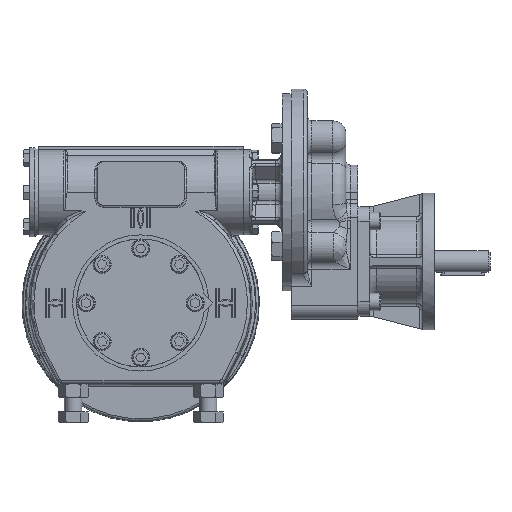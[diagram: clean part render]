
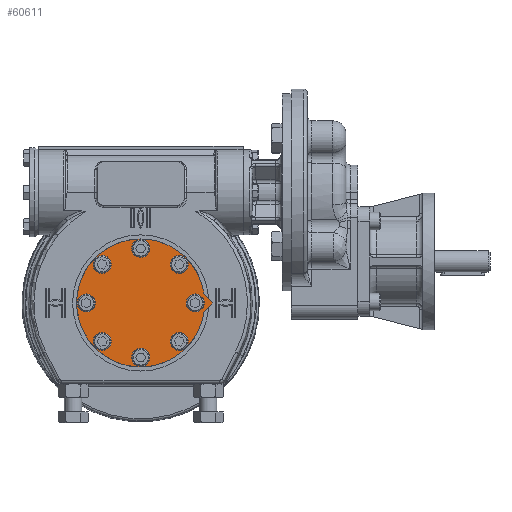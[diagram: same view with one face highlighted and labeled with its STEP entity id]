
A CAD part, top view. The second image highlights one B-rep face of the part: STEP entity #60611.
In plain terms, the highlighted planar face has unit normal (0, 0, 1).
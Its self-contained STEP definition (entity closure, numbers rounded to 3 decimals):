
#849=PLANE('',#64306);
#5775=LINE('',#84485,#7945);
#5778=LINE('',#84491,#7948);
#7945=VECTOR('',#70644,1000.);
#7948=VECTOR('',#70649,1000.);
#12841=ORIENTED_EDGE('',*,*,#24415,.T.);
#12842=ORIENTED_EDGE('',*,*,#24416,.T.);
#12843=ORIENTED_EDGE('',*,*,#24417,.T.);
#12844=ORIENTED_EDGE('',*,*,#24418,.T.);
#12845=ORIENTED_EDGE('',*,*,#24419,.T.);
#12846=ORIENTED_EDGE('',*,*,#24420,.T.);
#12847=ORIENTED_EDGE('',*,*,#24421,.T.);
#12848=ORIENTED_EDGE('',*,*,#24422,.T.);
#12849=ORIENTED_EDGE('',*,*,#24398,.F.);
#12850=ORIENTED_EDGE('',*,*,#24405,.F.);
#12851=ORIENTED_EDGE('',*,*,#24402,.F.);
#24398=EDGE_CURVE('',#30453,#30454,#34401,.T.);
#24402=EDGE_CURVE('',#30454,#30457,#5775,.T.);
#24405=EDGE_CURVE('',#30457,#30453,#5778,.T.);
#24415=EDGE_CURVE('',#30467,#30467,#34411,.T.);
#24416=EDGE_CURVE('',#30468,#30468,#34412,.T.);
#24417=EDGE_CURVE('',#30469,#30469,#34413,.T.);
#24418=EDGE_CURVE('',#30470,#30470,#34414,.T.);
#24419=EDGE_CURVE('',#30471,#30471,#34415,.T.);
#24420=EDGE_CURVE('',#30472,#30472,#34416,.T.);
#24421=EDGE_CURVE('',#30473,#30473,#34417,.T.);
#24422=EDGE_CURVE('',#30474,#30474,#34418,.T.);
#30453=VERTEX_POINT('',#84477);
#30454=VERTEX_POINT('',#84478);
#30457=VERTEX_POINT('',#84486);
#30467=VERTEX_POINT('',#84512);
#30468=VERTEX_POINT('',#84514);
#30469=VERTEX_POINT('',#84516);
#30470=VERTEX_POINT('',#84518);
#30471=VERTEX_POINT('',#84520);
#30472=VERTEX_POINT('',#84522);
#30473=VERTEX_POINT('',#84524);
#30474=VERTEX_POINT('',#84526);
#34401=CIRCLE('',#64293,58.75);
#34411=CIRCLE('',#64307,5.5);
#34412=CIRCLE('',#64308,5.5);
#34413=CIRCLE('',#64309,5.5);
#34414=CIRCLE('',#64310,5.5);
#34415=CIRCLE('',#64311,5.5);
#34416=CIRCLE('',#64312,5.5);
#34417=CIRCLE('',#64313,5.5);
#34418=CIRCLE('',#64314,5.5);
#36554=EDGE_LOOP('',(#12841));
#36555=EDGE_LOOP('',(#12842));
#36556=EDGE_LOOP('',(#12843));
#36557=EDGE_LOOP('',(#12844));
#36558=EDGE_LOOP('',(#12845));
#36559=EDGE_LOOP('',(#12846));
#36560=EDGE_LOOP('',(#12847));
#36561=EDGE_LOOP('',(#12848));
#36562=EDGE_LOOP('',(#12849,#12850,#12851));
#40268=FACE_BOUND('',#36554,.T.);
#40269=FACE_BOUND('',#36555,.T.);
#40270=FACE_BOUND('',#36556,.T.);
#40271=FACE_BOUND('',#36557,.T.);
#40272=FACE_BOUND('',#36558,.T.);
#40273=FACE_BOUND('',#36559,.T.);
#40274=FACE_BOUND('',#36560,.T.);
#40275=FACE_BOUND('',#36561,.T.);
#40276=FACE_BOUND('',#36562,.T.);
#60611=ADVANCED_FACE('',(#40268,#40269,#40270,#40271,#40272,#40273,#40274,
#40275,#40276),#849,.F.);
#64293=AXIS2_PLACEMENT_3D('',#84476,#70636,#70637);
#64306=AXIS2_PLACEMENT_3D('',#84510,#70669,#70670);
#64307=AXIS2_PLACEMENT_3D('',#84511,#70671,#70672);
#64308=AXIS2_PLACEMENT_3D('',#84513,#70673,#70674);
#64309=AXIS2_PLACEMENT_3D('',#84515,#70675,#70676);
#64310=AXIS2_PLACEMENT_3D('',#84517,#70677,#70678);
#64311=AXIS2_PLACEMENT_3D('',#84519,#70679,#70680);
#64312=AXIS2_PLACEMENT_3D('',#84521,#70681,#70682);
#64313=AXIS2_PLACEMENT_3D('',#84523,#70683,#70684);
#64314=AXIS2_PLACEMENT_3D('',#84525,#70685,#70686);
#70636=DIRECTION('',(0.,0.,-1.));
#70637=DIRECTION('',(1.,0.,0.));
#70644=DIRECTION('',(0.707,-0.707,0.));
#70649=DIRECTION('',(-0.707,-0.707,0.));
#70669=DIRECTION('',(0.,0.,-1.));
#70670=DIRECTION('',(1.,0.,0.));
#70671=DIRECTION('',(0.,0.,-1.));
#70672=DIRECTION('',(1.,0.,0.));
#70673=DIRECTION('',(0.,0.,-1.));
#70674=DIRECTION('',(1.,0.,0.));
#70675=DIRECTION('',(0.,0.,-1.));
#70676=DIRECTION('',(1.,0.,0.));
#70677=DIRECTION('',(0.,0.,-1.));
#70678=DIRECTION('',(1.,0.,0.));
#70679=DIRECTION('',(0.,0.,-1.));
#70680=DIRECTION('',(1.,0.,0.));
#70681=DIRECTION('',(0.,0.,-1.));
#70682=DIRECTION('',(1.,0.,0.));
#70683=DIRECTION('',(0.,0.,-1.));
#70684=DIRECTION('',(1.,0.,0.));
#70685=DIRECTION('',(0.,0.,-1.));
#70686=DIRECTION('',(1.,0.,0.));
#84476=CARTESIAN_POINT('',(0.,0.,73.5));
#84477=CARTESIAN_POINT('',(58.195,-8.055,73.5));
#84478=CARTESIAN_POINT('',(58.195,8.055,73.5));
#84485=CARTESIAN_POINT('',(58.195,8.055,73.5));
#84486=CARTESIAN_POINT('',(66.25,0.,73.5));
#84491=CARTESIAN_POINT('',(66.25,0.,73.5));
#84510=CARTESIAN_POINT('',(0.,0.,73.5));
#84511=CARTESIAN_POINT('',(35.355,35.355,73.5));
#84512=CARTESIAN_POINT('',(40.855,35.355,73.5));
#84513=CARTESIAN_POINT('',(0.,50.,73.5));
#84514=CARTESIAN_POINT('',(5.5,50.,73.5));
#84515=CARTESIAN_POINT('',(-35.355,35.355,73.5));
#84516=CARTESIAN_POINT('',(-29.855,35.355,73.5));
#84517=CARTESIAN_POINT('',(-50.,0.,73.5));
#84518=CARTESIAN_POINT('',(-44.5,0.,73.5));
#84519=CARTESIAN_POINT('',(-35.355,-35.355,73.5));
#84520=CARTESIAN_POINT('',(-29.855,-35.355,73.5));
#84521=CARTESIAN_POINT('',(0.,-50.,73.5));
#84522=CARTESIAN_POINT('',(5.5,-50.,73.5));
#84523=CARTESIAN_POINT('',(35.355,-35.355,73.5));
#84524=CARTESIAN_POINT('',(40.855,-35.355,73.5));
#84525=CARTESIAN_POINT('',(50.,0.,73.5));
#84526=CARTESIAN_POINT('',(55.5,0.,73.5));
